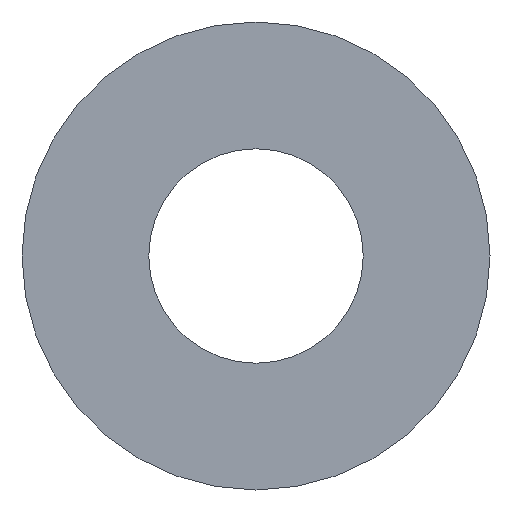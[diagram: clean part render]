
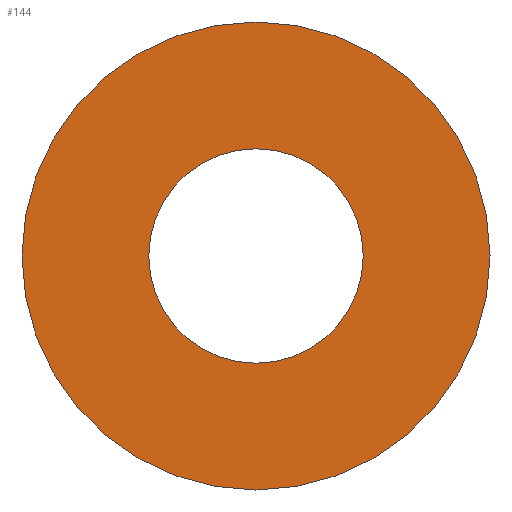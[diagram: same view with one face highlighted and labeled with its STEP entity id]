
A CAD part, left-side view. The second image highlights one B-rep face of the part: STEP entity #144.
In plain terms, the highlighted planar face has unit normal (-1, 0, 0).
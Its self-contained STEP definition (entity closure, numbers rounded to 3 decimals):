
#1 = CARTESIAN_POINT ( 'NONE',  ( 0., 0., -2.75 ) ) ;
#3 = CIRCLE ( 'NONE', #87, 6. ) ;
#6 = CIRCLE ( 'NONE', #32, 6. ) ;
#10 = DIRECTION ( 'NONE',  ( 1., 0., 0. ) ) ;
#15 = PLANE ( 'NONE',  #124 ) ;
#17 = DIRECTION ( 'NONE',  ( 1., 0., 0. ) ) ;
#30 = FACE_BOUND ( 'NONE', #39, .T. ) ;
#32 = AXIS2_PLACEMENT_3D ( 'NONE', #126, #17, #111 ) ;
#36 = CIRCLE ( 'NONE', #179, 2.75 ) ;
#39 = EDGE_LOOP ( 'NONE', ( #143, #122 ) ) ;
#63 = ORIENTED_EDGE ( 'NONE', *, *, #163, .F. ) ;
#66 = CARTESIAN_POINT ( 'NONE',  ( 0., 0., 0. ) ) ;
#68 = FACE_OUTER_BOUND ( 'NONE', #221, .T. ) ;
#74 = CARTESIAN_POINT ( 'NONE',  ( 0., 0., 0. ) ) ;
#76 = EDGE_CURVE ( 'NONE', #223, #100, #3, .T. ) ;
#84 = DIRECTION ( 'NONE',  ( 0., 0., -1. ) ) ;
#87 = AXIS2_PLACEMENT_3D ( 'NONE', #66, #10, #207 ) ;
#91 = CARTESIAN_POINT ( 'NONE',  ( 0., 0., 0. ) ) ;
#100 = VERTEX_POINT ( 'NONE', #170 ) ;
#107 = DIRECTION ( 'NONE',  ( 0., 0., -1. ) ) ;
#111 = DIRECTION ( 'NONE',  ( 0., 0., -1. ) ) ;
#122 = ORIENTED_EDGE ( 'NONE', *, *, #136, .T. ) ;
#124 = AXIS2_PLACEMENT_3D ( 'NONE', #91, #192, #84 ) ;
#126 = CARTESIAN_POINT ( 'NONE',  ( 0., 0., 0. ) ) ;
#134 = CARTESIAN_POINT ( 'NONE',  ( 0., 0., -6. ) ) ;
#136 = EDGE_CURVE ( 'NONE', #181, #239, #201, .T. ) ;
#143 = ORIENTED_EDGE ( 'NONE', *, *, #191, .T. ) ;
#144 = ADVANCED_FACE ( 'NONE', ( #68, #30 ), #15, .F. ) ;
#163 = EDGE_CURVE ( 'NONE', #100, #223, #6, .T. ) ;
#170 = CARTESIAN_POINT ( 'NONE',  ( 0., 0., 6. ) ) ;
#173 = CARTESIAN_POINT ( 'NONE',  ( 0., 0., 2.75 ) ) ;
#175 = DIRECTION ( 'NONE',  ( 0., 0., -1. ) ) ;
#179 = AXIS2_PLACEMENT_3D ( 'NONE', #74, #220, #175 ) ;
#181 = VERTEX_POINT ( 'NONE', #1 ) ;
#184 = ORIENTED_EDGE ( 'NONE', *, *, #76, .F. ) ;
#191 = EDGE_CURVE ( 'NONE', #239, #181, #36, .T. ) ;
#192 = DIRECTION ( 'NONE',  ( 1., 0., 0. ) ) ;
#201 = CIRCLE ( 'NONE', #228, 2.75 ) ;
#207 = DIRECTION ( 'NONE',  ( 0., 0., -1. ) ) ;
#208 = CARTESIAN_POINT ( 'NONE',  ( 0., 0., 0. ) ) ;
#220 = DIRECTION ( 'NONE',  ( 1., 0., 0. ) ) ;
#221 = EDGE_LOOP ( 'NONE', ( #63, #184 ) ) ;
#223 = VERTEX_POINT ( 'NONE', #134 ) ;
#228 = AXIS2_PLACEMENT_3D ( 'NONE', #208, #246, #107 ) ;
#239 = VERTEX_POINT ( 'NONE', #173 ) ;
#246 = DIRECTION ( 'NONE',  ( 1., 0., 0. ) ) ;
